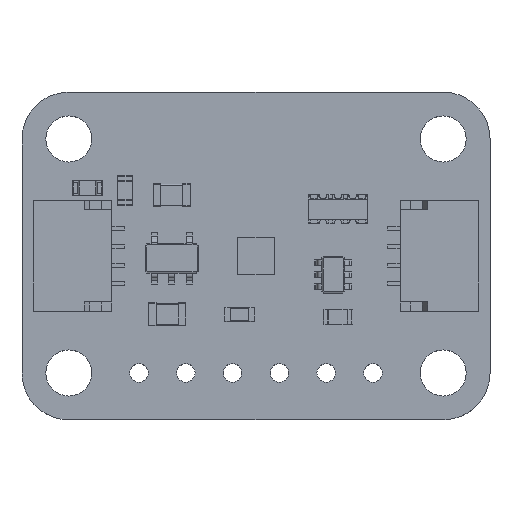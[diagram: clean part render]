
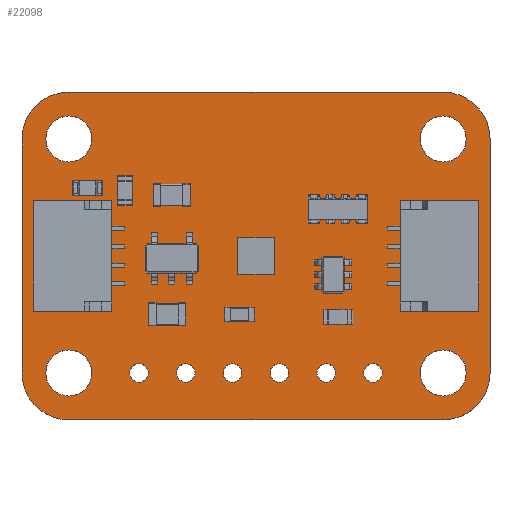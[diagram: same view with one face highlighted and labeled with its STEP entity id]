
A CAD part, top view. The second image highlights one B-rep face of the part: STEP entity #22098.
In plain terms, the highlighted planar face has unit normal (0, 0, 1).
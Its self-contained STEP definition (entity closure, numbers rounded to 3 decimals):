
#21815 = VERTEX_POINT('',#21816);
#21816 = CARTESIAN_POINT('',(158.661,-96.114,1.6));
#21822 = EDGE_CURVE('',#21815,#21823,#21825,.T.);
#21823 = VERTEX_POINT('',#21824);
#21824 = CARTESIAN_POINT('',(161.201,-98.654,1.6));
#21825 = CIRCLE('',#21826,2.54);
#21826 = AXIS2_PLACEMENT_3D('',#21827,#21828,#21829);
#21827 = CARTESIAN_POINT('',(158.661,-98.654,1.6));
#21828 = DIRECTION('',(0.,0.,-1.));
#21829 = DIRECTION('',(0.,1.,0.));
#21857 = VERTEX_POINT('',#21858);
#21858 = CARTESIAN_POINT('',(138.341,-96.114,1.6));
#21864 = EDGE_CURVE('',#21857,#21815,#21865,.T.);
#21865 = LINE('',#21866,#21867);
#21866 = CARTESIAN_POINT('',(138.341,-96.114,1.6));
#21867 = VECTOR('',#21868,1.);
#21868 = DIRECTION('',(1.,0.,0.));
#21886 = EDGE_CURVE('',#21823,#21887,#21889,.T.);
#21887 = VERTEX_POINT('',#21888);
#21888 = CARTESIAN_POINT('',(161.201,-111.354,1.6));
#21889 = LINE('',#21890,#21891);
#21890 = CARTESIAN_POINT('',(161.201,-98.654,1.6));
#21891 = VECTOR('',#21892,1.);
#21892 = DIRECTION('',(0.,-1.,0.));
#22098 = ADVANCED_FACE('',(#22099,#22169,#22180,#22191,#22202,#22213,
    #22224,#22235,#22246,#22257,#22268),#22279,.T.);
#22099 = FACE_BOUND('',#22100,.T.);
#22100 = EDGE_LOOP('',(#22101,#22102,#22103,#22111,#22120,#22128,#22136,
    #22145,#22153,#22161,#22168));
#22101 = ORIENTED_EDGE('',*,*,#21822,.F.);
#22102 = ORIENTED_EDGE('',*,*,#21864,.F.);
#22103 = ORIENTED_EDGE('',*,*,#22104,.F.);
#22104 = EDGE_CURVE('',#22105,#21857,#22107,.T.);
#22105 = VERTEX_POINT('',#22106);
#22106 = CARTESIAN_POINT('',(138.188,-96.116,1.6));
#22107 = LINE('',#22108,#22109);
#22108 = CARTESIAN_POINT('',(138.188,-96.116,1.6));
#22109 = VECTOR('',#22110,1.);
#22110 = DIRECTION('',(1.,0.015,0.));
#22111 = ORIENTED_EDGE('',*,*,#22112,.F.);
#22112 = EDGE_CURVE('',#22113,#22105,#22115,.T.);
#22113 = VERTEX_POINT('',#22114);
#22114 = CARTESIAN_POINT('',(135.801,-98.654,1.6));
#22115 = CIRCLE('',#22116,2.538);
#22116 = AXIS2_PLACEMENT_3D('',#22117,#22118,#22119);
#22117 = CARTESIAN_POINT('',(138.339,-98.649,1.6));
#22118 = DIRECTION('',(0.,0.,-1.));
#22119 = DIRECTION('',(-1.,-0.002,-0.));
#22120 = ORIENTED_EDGE('',*,*,#22121,.F.);
#22121 = EDGE_CURVE('',#22122,#22113,#22124,.T.);
#22122 = VERTEX_POINT('',#22123);
#22123 = CARTESIAN_POINT('',(135.801,-111.354,1.6));
#22124 = LINE('',#22125,#22126);
#22125 = CARTESIAN_POINT('',(135.801,-111.354,1.6));
#22126 = VECTOR('',#22127,1.);
#22127 = DIRECTION('',(0.,1.,0.));
#22128 = ORIENTED_EDGE('',*,*,#22129,.F.);
#22129 = EDGE_CURVE('',#22130,#22122,#22132,.T.);
#22130 = VERTEX_POINT('',#22131);
#22131 = CARTESIAN_POINT('',(135.803,-111.507,1.6));
#22132 = LINE('',#22133,#22134);
#22133 = CARTESIAN_POINT('',(135.803,-111.507,1.6));
#22134 = VECTOR('',#22135,1.);
#22135 = DIRECTION('',(-0.015,1.,0.));
#22136 = ORIENTED_EDGE('',*,*,#22137,.F.);
#22137 = EDGE_CURVE('',#22138,#22130,#22140,.T.);
#22138 = VERTEX_POINT('',#22139);
#22139 = CARTESIAN_POINT('',(138.341,-113.894,1.6));
#22140 = CIRCLE('',#22141,2.538);
#22141 = AXIS2_PLACEMENT_3D('',#22142,#22143,#22144);
#22142 = CARTESIAN_POINT('',(138.337,-111.356,1.6));
#22143 = DIRECTION('',(0.,0.,-1.));
#22144 = DIRECTION('',(0.002,-1.,0.));
#22145 = ORIENTED_EDGE('',*,*,#22146,.F.);
#22146 = EDGE_CURVE('',#22147,#22138,#22149,.T.);
#22147 = VERTEX_POINT('',#22148);
#22148 = CARTESIAN_POINT('',(158.661,-113.894,1.6));
#22149 = LINE('',#22150,#22151);
#22150 = CARTESIAN_POINT('',(158.661,-113.894,1.6));
#22151 = VECTOR('',#22152,1.);
#22152 = DIRECTION('',(-1.,0.,0.));
#22153 = ORIENTED_EDGE('',*,*,#22154,.F.);
#22154 = EDGE_CURVE('',#22155,#22147,#22157,.T.);
#22155 = VERTEX_POINT('',#22156);
#22156 = CARTESIAN_POINT('',(158.815,-113.891,1.6));
#22157 = LINE('',#22158,#22159);
#22158 = CARTESIAN_POINT('',(158.815,-113.891,1.6));
#22159 = VECTOR('',#22160,1.);
#22160 = DIRECTION('',(-1.,-0.015,0.));
#22161 = ORIENTED_EDGE('',*,*,#22162,.F.);
#22162 = EDGE_CURVE('',#21887,#22155,#22163,.T.);
#22163 = CIRCLE('',#22164,2.538);
#22164 = AXIS2_PLACEMENT_3D('',#22165,#22166,#22167);
#22165 = CARTESIAN_POINT('',(158.663,-111.358,1.6));
#22166 = DIRECTION('',(0.,0.,-1.));
#22167 = DIRECTION('',(1.,0.002,0.));
#22168 = ORIENTED_EDGE('',*,*,#21886,.F.);
#22169 = FACE_BOUND('',#22170,.T.);
#22170 = EDGE_LOOP('',(#22171));
#22171 = ORIENTED_EDGE('',*,*,#22172,.T.);
#22172 = EDGE_CURVE('',#22173,#22173,#22175,.T.);
#22173 = VERTEX_POINT('',#22174);
#22174 = CARTESIAN_POINT('',(138.341,-112.604,1.6));
#22175 = CIRCLE('',#22176,1.25);
#22176 = AXIS2_PLACEMENT_3D('',#22177,#22178,#22179);
#22177 = CARTESIAN_POINT('',(138.341,-111.354,1.6));
#22178 = DIRECTION('',(-0.,0.,-1.));
#22179 = DIRECTION('',(-0.,-1.,0.));
#22180 = FACE_BOUND('',#22181,.T.);
#22181 = EDGE_LOOP('',(#22182));
#22182 = ORIENTED_EDGE('',*,*,#22183,.T.);
#22183 = EDGE_CURVE('',#22184,#22184,#22186,.T.);
#22184 = VERTEX_POINT('',#22185);
#22185 = CARTESIAN_POINT('',(142.151,-111.854,1.6));
#22186 = CIRCLE('',#22187,0.5);
#22187 = AXIS2_PLACEMENT_3D('',#22188,#22189,#22190);
#22188 = CARTESIAN_POINT('',(142.151,-111.354,1.6));
#22189 = DIRECTION('',(-0.,0.,-1.));
#22190 = DIRECTION('',(-0.,-1.,0.));
#22191 = FACE_BOUND('',#22192,.T.);
#22192 = EDGE_LOOP('',(#22193));
#22193 = ORIENTED_EDGE('',*,*,#22194,.T.);
#22194 = EDGE_CURVE('',#22195,#22195,#22197,.T.);
#22195 = VERTEX_POINT('',#22196);
#22196 = CARTESIAN_POINT('',(144.691,-111.854,1.6));
#22197 = CIRCLE('',#22198,0.5);
#22198 = AXIS2_PLACEMENT_3D('',#22199,#22200,#22201);
#22199 = CARTESIAN_POINT('',(144.691,-111.354,1.6));
#22200 = DIRECTION('',(-0.,0.,-1.));
#22201 = DIRECTION('',(-0.,-1.,0.));
#22202 = FACE_BOUND('',#22203,.T.);
#22203 = EDGE_LOOP('',(#22204));
#22204 = ORIENTED_EDGE('',*,*,#22205,.T.);
#22205 = EDGE_CURVE('',#22206,#22206,#22208,.T.);
#22206 = VERTEX_POINT('',#22207);
#22207 = CARTESIAN_POINT('',(147.231,-111.854,1.6));
#22208 = CIRCLE('',#22209,0.5);
#22209 = AXIS2_PLACEMENT_3D('',#22210,#22211,#22212);
#22210 = CARTESIAN_POINT('',(147.231,-111.354,1.6));
#22211 = DIRECTION('',(-0.,0.,-1.));
#22212 = DIRECTION('',(-0.,-1.,0.));
#22213 = FACE_BOUND('',#22214,.T.);
#22214 = EDGE_LOOP('',(#22215));
#22215 = ORIENTED_EDGE('',*,*,#22216,.T.);
#22216 = EDGE_CURVE('',#22217,#22217,#22219,.T.);
#22217 = VERTEX_POINT('',#22218);
#22218 = CARTESIAN_POINT('',(149.771,-111.854,1.6));
#22219 = CIRCLE('',#22220,0.5);
#22220 = AXIS2_PLACEMENT_3D('',#22221,#22222,#22223);
#22221 = CARTESIAN_POINT('',(149.771,-111.354,1.6));
#22222 = DIRECTION('',(-0.,0.,-1.));
#22223 = DIRECTION('',(-0.,-1.,0.));
#22224 = FACE_BOUND('',#22225,.T.);
#22225 = EDGE_LOOP('',(#22226));
#22226 = ORIENTED_EDGE('',*,*,#22227,.T.);
#22227 = EDGE_CURVE('',#22228,#22228,#22230,.T.);
#22228 = VERTEX_POINT('',#22229);
#22229 = CARTESIAN_POINT('',(152.311,-111.854,1.6));
#22230 = CIRCLE('',#22231,0.5);
#22231 = AXIS2_PLACEMENT_3D('',#22232,#22233,#22234);
#22232 = CARTESIAN_POINT('',(152.311,-111.354,1.6));
#22233 = DIRECTION('',(-0.,0.,-1.));
#22234 = DIRECTION('',(-0.,-1.,0.));
#22235 = FACE_BOUND('',#22236,.T.);
#22236 = EDGE_LOOP('',(#22237));
#22237 = ORIENTED_EDGE('',*,*,#22238,.T.);
#22238 = EDGE_CURVE('',#22239,#22239,#22241,.T.);
#22239 = VERTEX_POINT('',#22240);
#22240 = CARTESIAN_POINT('',(154.851,-111.854,1.6));
#22241 = CIRCLE('',#22242,0.5);
#22242 = AXIS2_PLACEMENT_3D('',#22243,#22244,#22245);
#22243 = CARTESIAN_POINT('',(154.851,-111.354,1.6));
#22244 = DIRECTION('',(-0.,0.,-1.));
#22245 = DIRECTION('',(-0.,-1.,0.));
#22246 = FACE_BOUND('',#22247,.T.);
#22247 = EDGE_LOOP('',(#22248));
#22248 = ORIENTED_EDGE('',*,*,#22249,.T.);
#22249 = EDGE_CURVE('',#22250,#22250,#22252,.T.);
#22250 = VERTEX_POINT('',#22251);
#22251 = CARTESIAN_POINT('',(158.661,-112.604,1.6));
#22252 = CIRCLE('',#22253,1.25);
#22253 = AXIS2_PLACEMENT_3D('',#22254,#22255,#22256);
#22254 = CARTESIAN_POINT('',(158.661,-111.354,1.6));
#22255 = DIRECTION('',(-0.,0.,-1.));
#22256 = DIRECTION('',(-0.,-1.,0.));
#22257 = FACE_BOUND('',#22258,.T.);
#22258 = EDGE_LOOP('',(#22259));
#22259 = ORIENTED_EDGE('',*,*,#22260,.T.);
#22260 = EDGE_CURVE('',#22261,#22261,#22263,.T.);
#22261 = VERTEX_POINT('',#22262);
#22262 = CARTESIAN_POINT('',(138.341,-99.904,1.6));
#22263 = CIRCLE('',#22264,1.25);
#22264 = AXIS2_PLACEMENT_3D('',#22265,#22266,#22267);
#22265 = CARTESIAN_POINT('',(138.341,-98.654,1.6));
#22266 = DIRECTION('',(-0.,0.,-1.));
#22267 = DIRECTION('',(-0.,-1.,0.));
#22268 = FACE_BOUND('',#22269,.T.);
#22269 = EDGE_LOOP('',(#22270));
#22270 = ORIENTED_EDGE('',*,*,#22271,.T.);
#22271 = EDGE_CURVE('',#22272,#22272,#22274,.T.);
#22272 = VERTEX_POINT('',#22273);
#22273 = CARTESIAN_POINT('',(158.661,-99.904,1.6));
#22274 = CIRCLE('',#22275,1.25);
#22275 = AXIS2_PLACEMENT_3D('',#22276,#22277,#22278);
#22276 = CARTESIAN_POINT('',(158.661,-98.654,1.6));
#22277 = DIRECTION('',(-0.,0.,-1.));
#22278 = DIRECTION('',(-0.,-1.,0.));
#22279 = PLANE('',#22280);
#22280 = AXIS2_PLACEMENT_3D('',#22281,#22282,#22283);
#22281 = CARTESIAN_POINT('',(0.,0.,1.6));
#22282 = DIRECTION('',(0.,0.,1.));
#22283 = DIRECTION('',(1.,0.,-0.));
